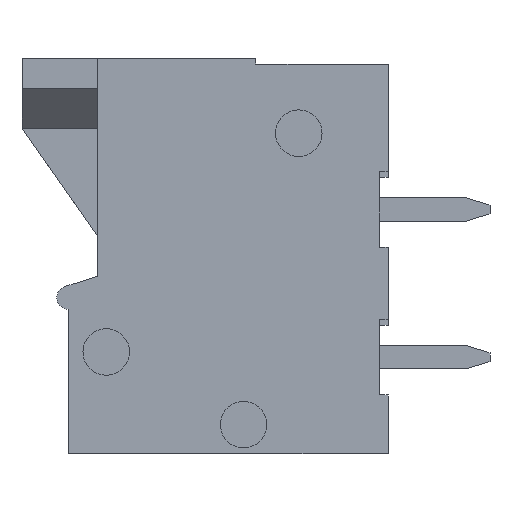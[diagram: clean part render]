
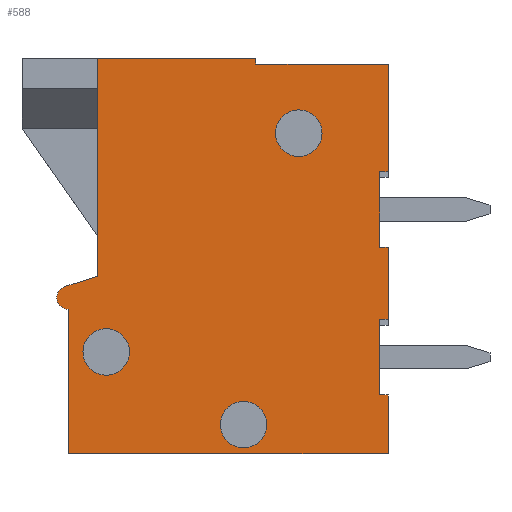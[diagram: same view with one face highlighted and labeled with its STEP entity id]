
A CAD part, left-side view. The second image highlights one B-rep face of the part: STEP entity #588.
In plain terms, the highlighted planar face has unit normal (-1, 0, 0).
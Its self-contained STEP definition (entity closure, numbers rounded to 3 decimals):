
#588 = ADVANCED_FACE( '', ( #1233, #1234, #1235, #1236 ), #1237, .F. );
#1233 = FACE_BOUND( '', #1995, .T. );
#1234 = FACE_OUTER_BOUND( '', #1996, .T. );
#1235 = FACE_BOUND( '', #1997, .T. );
#1236 = FACE_BOUND( '', #1998, .T. );
#1237 = PLANE( '', #1999 );
#1995 = EDGE_LOOP( '', ( #3304 ) );
#1996 = EDGE_LOOP( '', ( #3305, #3306, #3307, #3308, #3309, #3310, #3311, #3312, #3313, #3314, #3315, #3316, #3317, #3318, #3319, #3320, #3321 ) );
#1997 = EDGE_LOOP( '', ( #3322 ) );
#1998 = EDGE_LOOP( '', ( #3323 ) );
#1999 = AXIS2_PLACEMENT_3D( '', #3324, #3325, #3326 );
#3304 = ORIENTED_EDGE( '', *, *, #5105, .T. );
#3305 = ORIENTED_EDGE( '', *, *, #4669, .F. );
#3306 = ORIENTED_EDGE( '', *, *, #5146, .T. );
#3307 = ORIENTED_EDGE( '', *, *, #5147, .F. );
#3308 = ORIENTED_EDGE( '', *, *, #5148, .F. );
#3309 = ORIENTED_EDGE( '', *, *, #4994, .F. );
#3310 = ORIENTED_EDGE( '', *, *, #5149, .T. );
#3311 = ORIENTED_EDGE( '', *, *, #5082, .F. );
#3312 = ORIENTED_EDGE( '', *, *, #5150, .F. );
#3313 = ORIENTED_EDGE( '', *, *, #5151, .F. );
#3314 = ORIENTED_EDGE( '', *, *, #5098, .F. );
#3315 = ORIENTED_EDGE( '', *, *, #5152, .F. );
#3316 = ORIENTED_EDGE( '', *, *, #5153, .F. );
#3317 = ORIENTED_EDGE( '', *, *, #5154, .F. );
#3318 = ORIENTED_EDGE( '', *, *, #5005, .F. );
#3319 = ORIENTED_EDGE( '', *, *, #5155, .F. );
#3320 = ORIENTED_EDGE( '', *, *, #4924, .F. );
#3321 = ORIENTED_EDGE( '', *, *, #4824, .F. );
#3322 = ORIENTED_EDGE( '', *, *, #5156, .T. );
#3323 = ORIENTED_EDGE( '', *, *, #5157, .T. );
#3324 = CARTESIAN_POINT( '', ( -1.27, 5.5, -1.332 ) );
#3325 = DIRECTION( '', ( 1., 0., 0. ) );
#3326 = DIRECTION( '', ( 0., 0., -1. ) );
#4669 = EDGE_CURVE( '', #5540, #5542, #5543, .T. );
#4824 = EDGE_CURVE( '', #5542, #5814, #5818, .T. );
#4924 = EDGE_CURVE( '', #5814, #5988, #5989, .T. );
#4994 = EDGE_CURVE( '', #6098, #6100, #6101, .T. );
#5005 = EDGE_CURVE( '', #6118, #6119, #6120, .T. );
#5082 = EDGE_CURVE( '', #6239, #6240, #6241, .T. );
#5098 = EDGE_CURVE( '', #6267, #6269, #6270, .T. );
#5105 = EDGE_CURVE( '', #6279, #6279, #6280, .T. );
#5146 = EDGE_CURVE( '', #5540, #6339, #6340, .T. );
#5147 = EDGE_CURVE( '', #6341, #6339, #6342, .T. );
#5148 = EDGE_CURVE( '', #6100, #6341, #6343, .T. );
#5149 = EDGE_CURVE( '', #6098, #6240, #6344, .T. );
#5150 = EDGE_CURVE( '', #6345, #6239, #6346, .T. );
#5151 = EDGE_CURVE( '', #6269, #6345, #6347, .T. );
#5152 = EDGE_CURVE( '', #6348, #6267, #6349, .T. );
#5153 = EDGE_CURVE( '', #6350, #6348, #6351, .T. );
#5154 = EDGE_CURVE( '', #6119, #6350, #6352, .T. );
#5155 = EDGE_CURVE( '', #5988, #6118, #6353, .T. );
#5156 = EDGE_CURVE( '', #6354, #6354, #6355, .T. );
#5157 = EDGE_CURVE( '', #6356, #6356, #6357, .T. );
#5540 = VERTEX_POINT( '', #6835 );
#5542 = VERTEX_POINT( '', #6838 );
#5543 = LINE( '', #6839, #6840 );
#5814 = VERTEX_POINT( '', #7229 );
#5818 = LINE( '', #7235, #7236 );
#5988 = VERTEX_POINT( '', #7476 );
#5989 = LINE( '', #7477, #7478 );
#6098 = VERTEX_POINT( '', #7634 );
#6100 = VERTEX_POINT( '', #7637 );
#6101 = LINE( '', #7638, #7639 );
#6118 = VERTEX_POINT( '', #7664 );
#6119 = VERTEX_POINT( '', #7665 );
#6120 = LINE( '', #7666, #7667 );
#6239 = VERTEX_POINT( '', #7845 );
#6240 = VERTEX_POINT( '', #7846 );
#6241 = LINE( '', #7847, #7848 );
#6267 = VERTEX_POINT( '', #7884 );
#6269 = VERTEX_POINT( '', #7887 );
#6270 = LINE( '', #7888, #7889 );
#6279 = VERTEX_POINT( '', #7902 );
#6280 = CIRCLE( '', #7903, 0.8 );
#6339 = VERTEX_POINT( '', #7989 );
#6340 = LINE( '', #7990, #7991 );
#6341 = VERTEX_POINT( '', #7992 );
#6342 = LINE( '', #7993, #7994 );
#6343 = LINE( '', #7995, #7996 );
#6344 = LINE( '', #7997, #7998 );
#6345 = VERTEX_POINT( '', #7999 );
#6346 = LINE( '', #8000, #8001 );
#6347 = LINE( '', #8002, #8003 );
#6348 = VERTEX_POINT( '', #8004 );
#6349 = LINE( '', #8005, #8006 );
#6350 = VERTEX_POINT( '', #8007 );
#6351 = LINE( '', #8008, #8009 );
#6352 = CIRCLE( '', #8010, 0.4 );
#6353 = LINE( '', #8011, #8012 );
#6354 = VERTEX_POINT( '', #8013 );
#6355 = CIRCLE( '', #8014, 0.8 );
#6356 = VERTEX_POINT( '', #8015 );
#6357 = CIRCLE( '', #8016, 0.8 );
#6835 = CARTESIAN_POINT( '', ( -1.27, -5.2, -2.08 ) );
#6838 = CARTESIAN_POINT( '', ( -1.27, -5.2, -4.68 ) );
#6839 = CARTESIAN_POINT( '', ( -1.27, -5.2, -2.08 ) );
#6840 = VECTOR( '', #8686, 1000. );
#7229 = CARTESIAN_POINT( '', ( -1.27, -5.5, -4.68 ) );
#7235 = CARTESIAN_POINT( '', ( -1.27, -5.2, -4.68 ) );
#7236 = VECTOR( '', #8877, 1000. );
#7476 = CARTESIAN_POINT( '', ( -1.27, -5.5, -6.7 ) );
#7477 = CARTESIAN_POINT( '', ( -1.27, -5.5, 6.7 ) );
#7478 = VECTOR( '', #8978, 1000. );
#7634 = CARTESIAN_POINT( '', ( -1.27, -5.2, 3. ) );
#7637 = CARTESIAN_POINT( '', ( -1.27, -5.2, 0.4 ) );
#7638 = CARTESIAN_POINT( '', ( -1.27, -5.2, 3. ) );
#7639 = VECTOR( '', #9039, 1000. );
#7664 = CARTESIAN_POINT( '', ( -1.27, 5.5, -6.7 ) );
#7665 = CARTESIAN_POINT( '', ( -1.27, 5.5, -1.732 ) );
#7666 = CARTESIAN_POINT( '', ( -1.27, 5.5, -6.7 ) );
#7667 = VECTOR( '', #9048, 1000. );
#7845 = CARTESIAN_POINT( '', ( -1.27, -5.5, 6.7 ) );
#7846 = CARTESIAN_POINT( '', ( -1.27, -5.5, 3. ) );
#7847 = CARTESIAN_POINT( '', ( -1.27, -5.5, 6.7 ) );
#7848 = VECTOR( '', #9120, 1000. );
#7884 = CARTESIAN_POINT( '', ( -1.27, 4.5, 6.9 ) );
#7887 = CARTESIAN_POINT( '', ( -1.27, -0.95, 6.9 ) );
#7888 = CARTESIAN_POINT( '', ( -1.27, 4.5, 6.9 ) );
#7889 = VECTOR( '', #9138, 1000. );
#7902 = CARTESIAN_POINT( '', ( -1.27, 3.4, -3.2 ) );
#7903 = AXIS2_PLACEMENT_3D( '', #9143, #9144, #9145 );
#7989 = CARTESIAN_POINT( '', ( -1.27, -5.5, -2.08 ) );
#7990 = CARTESIAN_POINT( '', ( -1.27, -5.2, -2.08 ) );
#7991 = VECTOR( '', #9185, 1000. );
#7992 = CARTESIAN_POINT( '', ( -1.27, -5.5, 0.4 ) );
#7993 = CARTESIAN_POINT( '', ( -1.27, -5.5, 6.7 ) );
#7994 = VECTOR( '', #9186, 1000. );
#7995 = CARTESIAN_POINT( '', ( -1.27, -5.2, 0.4 ) );
#7996 = VECTOR( '', #9187, 1000. );
#7997 = CARTESIAN_POINT( '', ( -1.27, -5.2, 3. ) );
#7998 = VECTOR( '', #9188, 1000. );
#7999 = CARTESIAN_POINT( '', ( -1.27, -0.95, 6.7 ) );
#8000 = CARTESIAN_POINT( '', ( -1.27, -5.5, 6.7 ) );
#8001 = VECTOR( '', #9189, 1000. );
#8002 = CARTESIAN_POINT( '', ( -1.27, -0.95, 6.7 ) );
#8003 = VECTOR( '', #9190, 1000. );
#8004 = CARTESIAN_POINT( '', ( -1.27, 4.5, -0.6 ) );
#8005 = CARTESIAN_POINT( '', ( -1.27, 4.5, -0.6 ) );
#8006 = VECTOR( '', #9191, 1000. );
#8007 = CARTESIAN_POINT( '', ( -1.27, 5.619, -0.95 ) );
#8008 = CARTESIAN_POINT( '', ( -1.27, 5.619, -0.95 ) );
#8009 = VECTOR( '', #9192, 1000. );
#8010 = AXIS2_PLACEMENT_3D( '', #9193, #9194, #9195 );
#8011 = CARTESIAN_POINT( '', ( -1.27, -5.5, -6.7 ) );
#8012 = VECTOR( '', #9196, 1000. );
#8013 = CARTESIAN_POINT( '', ( -1.27, -3.225, 4.325 ) );
#8014 = AXIS2_PLACEMENT_3D( '', #9197, #9198, #9199 );
#8015 = CARTESIAN_POINT( '', ( -1.27, -1.325, -5.7 ) );
#8016 = AXIS2_PLACEMENT_3D( '', #9200, #9201, #9202 );
#8686 = DIRECTION( '', ( 0., 0., -1. ) );
#8877 = DIRECTION( '', ( 0., -1., 0. ) );
#8978 = DIRECTION( '', ( 0., 0., -1. ) );
#9039 = DIRECTION( '', ( 0., 0., -1. ) );
#9048 = DIRECTION( '', ( 0., 0., 1. ) );
#9120 = DIRECTION( '', ( 0., 0., -1. ) );
#9138 = DIRECTION( '', ( 0., -1., 0. ) );
#9143 = CARTESIAN_POINT( '', ( -1.27, 4.2, -3.2 ) );
#9144 = DIRECTION( '', ( 1., 0., 0. ) );
#9145 = DIRECTION( '', ( 0., -1., 0. ) );
#9185 = DIRECTION( '', ( 0., -1., 0. ) );
#9186 = DIRECTION( '', ( 0., 0., -1. ) );
#9187 = DIRECTION( '', ( 0., -1., 0. ) );
#9188 = DIRECTION( '', ( 0., -1., 0. ) );
#9189 = DIRECTION( '', ( 0., -1., 0. ) );
#9190 = DIRECTION( '', ( 0., 0., -1. ) );
#9191 = DIRECTION( '', ( 0., 0., 1. ) );
#9192 = DIRECTION( '', ( 0., -0.954, 0.298 ) );
#9193 = CARTESIAN_POINT( '', ( -1.27, 5.5, -1.332 ) );
#9194 = DIRECTION( '', ( 1., 0., 0. ) );
#9195 = DIRECTION( '', ( 0., -1., 0. ) );
#9196 = DIRECTION( '', ( 0., 1., 0. ) );
#9197 = CARTESIAN_POINT( '', ( -1.27, -2.425, 4.325 ) );
#9198 = DIRECTION( '', ( 1., 0., 0. ) );
#9199 = DIRECTION( '', ( 0., -1., 0. ) );
#9200 = CARTESIAN_POINT( '', ( -1.27, -0.525, -5.7 ) );
#9201 = DIRECTION( '', ( 1., 0., 0. ) );
#9202 = DIRECTION( '', ( 0., -1., 0. ) );
